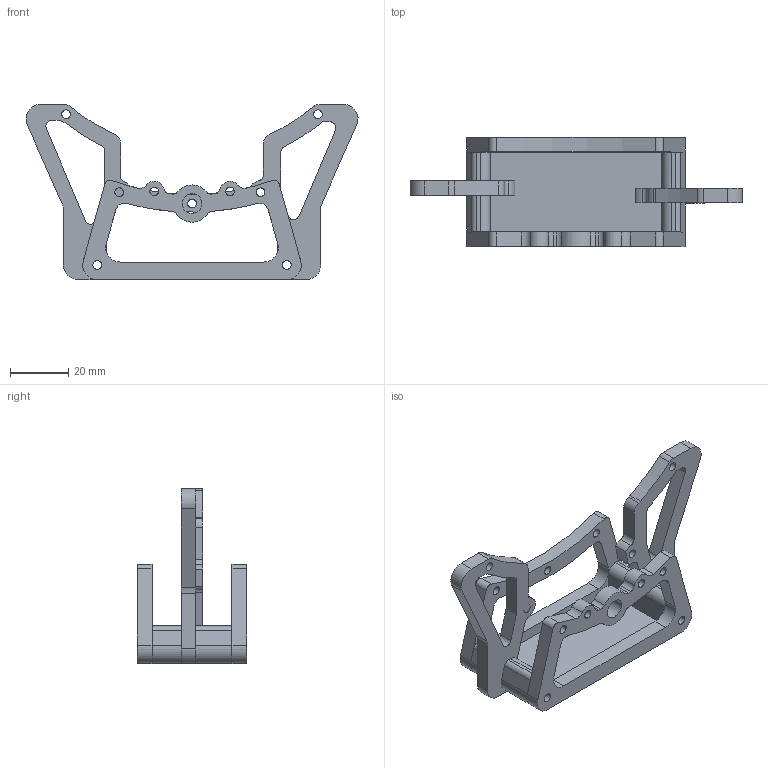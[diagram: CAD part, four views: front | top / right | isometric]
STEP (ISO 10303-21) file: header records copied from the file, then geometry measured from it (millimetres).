
FILE_DESCRIPTION(/* description */ (''),/* implementation_level */ '2;1');
FILE_NAME(/* name */ 'base1',/* time_stamp */ '2015-02-07T09:56:20+08:00',/* author */ (''),/* organization */ (''),/* preprocessor_version */ 'ST-DEVELOPER v15',/* originating_system */ '',/* authorisation */ '');
FILE_SCHEMA (('AUTOMOTIVE_DESIGN'));
Length unit declared in the file: millimetre
Products named in the file (1): Document
Bounding box: 114.09 x 37.47 x 60.16 mm (x, y, z)
Volume: 26461.4 mm3; surface area: 20897.7 mm2
Topology: 5 solids, 5 shells, 196 faces, 542 edges, 352 vertices
Faces by surface type: bspline 145, plane 51
Entity records: 6301 total; most frequent: CARTESIAN_POINT 3263, ORIENTED_EDGE 1084, EDGE_CURVE 542, VERTEX_POINT 356, EDGE_LOOP 250, ADVANCED_FACE 196, FACE_OUTER_BOUND 196, B_SPLINE_CURVE_WITH_KNOTS 129
